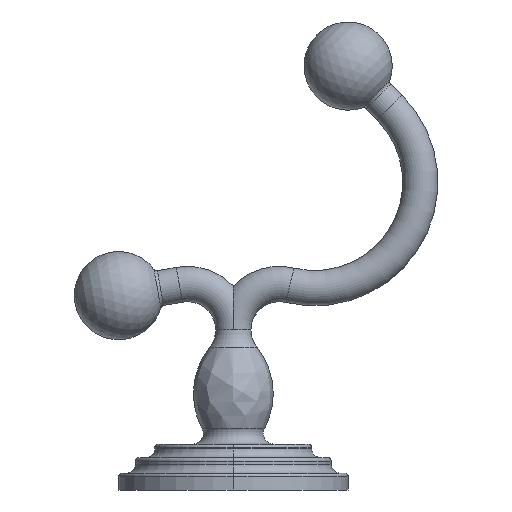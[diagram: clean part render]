
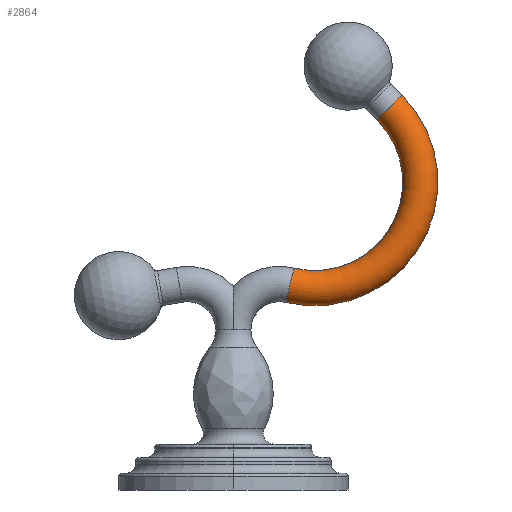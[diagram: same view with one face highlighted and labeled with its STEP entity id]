
A CAD part, left-side view. The second image highlights one B-rep face of the part: STEP entity #2864.
In plain terms, the highlighted toroidal (fillet/blend) face has major radius 29.997 mm and minor radius 5.004 mm.
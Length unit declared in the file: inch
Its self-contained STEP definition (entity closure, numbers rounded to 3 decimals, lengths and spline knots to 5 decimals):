
#1030=CARTESIAN_POINT('',(-9.,-1.73983,4.26533));
#1031=DIRECTION('',(0.,0.706,0.708));
#1032=DIRECTION('',(0.,0.708,-0.706));
#1033=AXIS2_PLACEMENT_3D('',#1030,#1031,#1032);
#1063=CARTESIAN_POINT('',(-9.,-0.90397,3.431));
#1064=DIRECTION('',(-1.,0.,0.));
#1065=DIRECTION('',(0.,0.232,-0.973));
#1066=AXIS2_PLACEMENT_3D('',#1063,#1064,#1065);
#1068=CARTESIAN_POINT('',(-9.,-0.63054,2.28209));
#1069=DIRECTION('',(0.,-0.973,-0.232));
#1070=DIRECTION('',(0.,-0.232,0.973));
#1071=AXIS2_PLACEMENT_3D('',#1068,#1069,#1070);
#1073=CARTESIAN_POINT('',(-9.,-0.90397,3.431));
#1074=DIRECTION('',(-1.,0.,0.));
#1075=DIRECTION('',(0.,0.232,-0.973));
#1076=AXIS2_PLACEMENT_3D('',#1073,#1074,#1075);
#1190=CARTESIAN_POINT('',(-9.,-0.67615,2.47374));
#1191=CARTESIAN_POINT('',(-9.,-0.58493,2.09044));
#1192=VERTEX_POINT('',#1190);
#1193=VERTEX_POINT('',#1191);
#1194=CARTESIAN_POINT('',(-9.,-1.6004,4.12615));
#1195=CARTESIAN_POINT('',(-9.,-1.87926,4.4045));
#1196=VERTEX_POINT('',#1194);
#1197=VERTEX_POINT('',#1195);
#2853=CARTESIAN_POINT('',(-9.,-0.90397,3.431));
#2854=DIRECTION('',(-1.,0.,0.));
#2855=DIRECTION('',(0.,-0.232,0.973));
#2856=AXIS2_PLACEMENT_3D('',#2853,#2854,#2855);
#2857=TOROIDAL_SURFACE('',#2856,1.181,0.197);
#2858=ORIENTED_EDGE('',*,*,#1734,.F.);
#2859=ORIENTED_EDGE('',*,*,#2848,.T.);
#2860=ORIENTED_EDGE('',*,*,#2806,.T.);
#2861=ORIENTED_EDGE('',*,*,#2845,.F.);
#2862=EDGE_LOOP('',(#2858,#2859,#2860,#2861));
#2863=FACE_OUTER_BOUND('',#2862,.F.);
#2864=ADVANCED_FACE('',(#2863),#2857,.T.);
#1034=CIRCLE('',#1033,0.197);
#1067=CIRCLE('',#1066,1.378);
#1072=CIRCLE('',#1071,0.197);
#1077=CIRCLE('',#1076,0.984);
#1734=EDGE_CURVE('',#1192,#1193,#1072,.T.);
#2806=EDGE_CURVE('',#1196,#1197,#1034,.T.);
#2845=EDGE_CURVE('',#1193,#1197,#1067,.T.);
#2848=EDGE_CURVE('',#1192,#1196,#1077,.T.);
